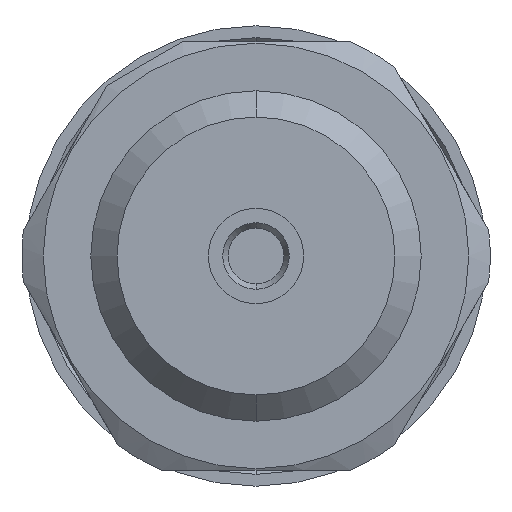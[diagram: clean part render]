
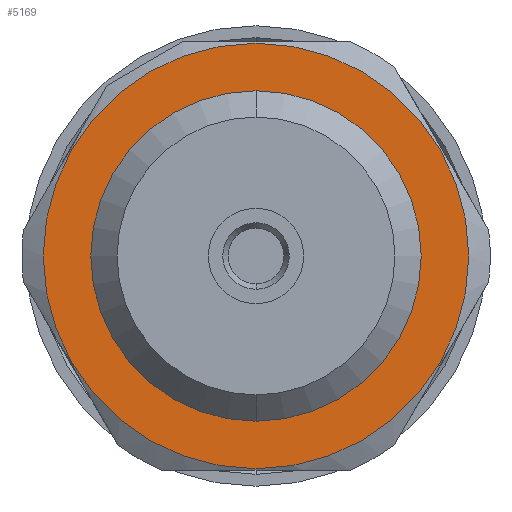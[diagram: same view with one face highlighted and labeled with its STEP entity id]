
A CAD part, front view. The second image highlights one B-rep face of the part: STEP entity #5169.
In plain terms, the highlighted face is planar.
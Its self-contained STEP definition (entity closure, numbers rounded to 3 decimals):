
#293 = VERTEX_POINT ( 'NONE', #305 ) ;
#299 = AXIS2_PLACEMENT_3D ( 'NONE', #6236, #6237, #6264 ) ;
#305 = CARTESIAN_POINT ( 'NONE',  ( 33.73, 0., 9.5 ) ) ;
#752 = CIRCLE ( 'NONE', #9690, 9.5 ) ;
#2774 = EDGE_CURVE ( 'NONE', #4830, #5585, #9968, .T. ) ;
#3159 = AXIS2_PLACEMENT_3D ( 'NONE', #5638, #5625, #5617 ) ;
#4830 = VERTEX_POINT ( 'NONE', #8492 ) ;
#4867 = ORIENTED_EDGE ( 'NONE', *, *, #9093, .F. ) ;
#4996 = ORIENTED_EDGE ( 'NONE', *, *, #2774, .F. ) ;
#5024 = AXIS2_PLACEMENT_3D ( 'NONE', #8665, #8126, #8117 ) ;
#5169 = ADVANCED_FACE ( 'NONE', ( #6422, #6291 ), #8156, .F. ) ;
#5410 = ORIENTED_EDGE ( 'NONE', *, *, #7391, .T. ) ;
#5535 = ORIENTED_EDGE ( 'NONE', *, *, #7453, .T. ) ;
#5585 = VERTEX_POINT ( 'NONE', #7114 ) ;
#5617 = DIRECTION ( 'NONE',  ( 0., 0., 1. ) ) ;
#5625 = DIRECTION ( 'NONE',  ( -1., 0., 0. ) ) ;
#5638 = CARTESIAN_POINT ( 'NONE',  ( 33.73, 0., 0. ) ) ;
#6236 = CARTESIAN_POINT ( 'NONE',  ( 33.73, 0., 0. ) ) ;
#6237 = DIRECTION ( 'NONE',  ( -1., 0., 0. ) ) ;
#6264 = DIRECTION ( 'NONE',  ( 0., 0., 1. ) ) ;
#6291 = FACE_BOUND ( 'NONE', #7550, .T. ) ;
#6422 = FACE_OUTER_BOUND ( 'NONE', #8933, .T. ) ;
#7114 = CARTESIAN_POINT ( 'NONE',  ( 33.73, 0., 13.4 ) ) ;
#7391 = EDGE_CURVE ( 'NONE', #293, #10203, #752, .T. ) ;
#7437 = DIRECTION ( 'NONE',  ( 0., 0., 1. ) ) ;
#7453 = EDGE_CURVE ( 'NONE', #10203, #293, #7953, .T. ) ;
#7458 = DIRECTION ( 'NONE',  ( -1., 0., 0. ) ) ;
#7466 = CARTESIAN_POINT ( 'NONE',  ( 33.73, 0., 0. ) ) ;
#7550 = EDGE_LOOP ( 'NONE', ( #5410, #5535 ) ) ;
#7764 = CARTESIAN_POINT ( 'NONE',  ( 33.73, 0., -9.5 ) ) ;
#7766 = DIRECTION ( 'NONE',  ( 0., 0., 1. ) ) ;
#7784 = DIRECTION ( 'NONE',  ( -1., 0., 0. ) ) ;
#7785 = CARTESIAN_POINT ( 'NONE',  ( 33.73, 0., 0. ) ) ;
#7953 = CIRCLE ( 'NONE', #9444, 9.5 ) ;
#8117 = DIRECTION ( 'NONE',  ( 0., 0., 1. ) ) ;
#8126 = DIRECTION ( 'NONE',  ( -1., 0., 0. ) ) ;
#8156 = PLANE ( 'NONE',  #5024 ) ;
#8492 = CARTESIAN_POINT ( 'NONE',  ( 33.73, 0., -13.4 ) ) ;
#8665 = CARTESIAN_POINT ( 'NONE',  ( 33.73, 13.4, 0. ) ) ;
#8933 = EDGE_LOOP ( 'NONE', ( #4867, #4996 ) ) ;
#9093 = EDGE_CURVE ( 'NONE', #5585, #4830, #9600, .T. ) ;
#9444 = AXIS2_PLACEMENT_3D ( 'NONE', #7466, #7458, #7437 ) ;
#9600 = CIRCLE ( 'NONE', #3159, 13.4 ) ;
#9690 = AXIS2_PLACEMENT_3D ( 'NONE', #7785, #7784, #7766 ) ;
#9968 = CIRCLE ( 'NONE', #299, 13.4 ) ;
#10203 = VERTEX_POINT ( 'NONE', #7764 ) ;
